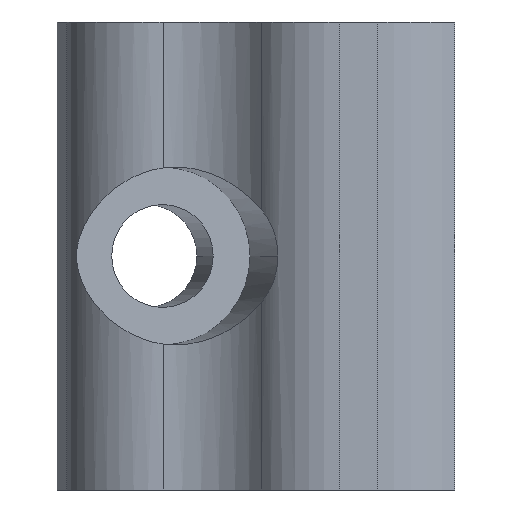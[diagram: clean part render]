
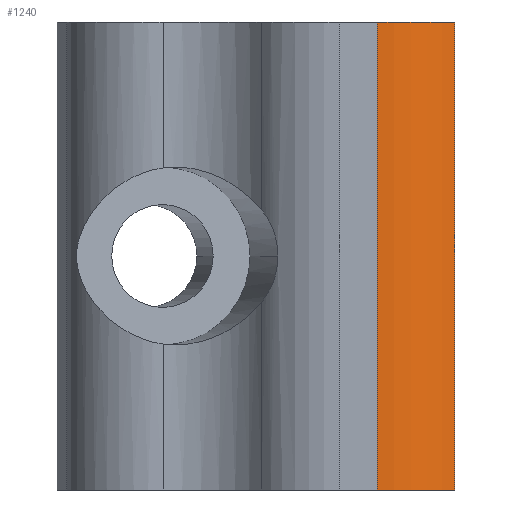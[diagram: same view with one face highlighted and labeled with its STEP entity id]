
A CAD part, front view. The second image highlights one B-rep face of the part: STEP entity #1240.
In plain terms, the highlighted cylindrical face has radius 6 mm (diameter 12 mm), a partial arc.
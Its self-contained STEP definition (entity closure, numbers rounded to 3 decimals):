
#2 = LINE ( 'NONE', #308, #385 ) ;
#38 = DIRECTION ( 'NONE',  ( 1., 0., 0. ) ) ;
#50 = CARTESIAN_POINT ( 'NONE',  ( 3.285, -2., 25. ) ) ;
#78 = VERTEX_POINT ( 'NONE', #316 ) ;
#118 = ORIENTED_EDGE ( 'NONE', *, *, #210, .F. ) ;
#132 = CARTESIAN_POINT ( 'NONE',  ( 7.414, -0.354, 25. ) ) ;
#137 = CARTESIAN_POINT ( 'NONE',  ( 3.285, 4., 25. ) ) ;
#147 = AXIS2_PLACEMENT_3D ( 'NONE', #137, #339, #38 ) ;
#183 = EDGE_CURVE ( 'NONE', #596, #987, #242, .T. ) ;
#209 = FACE_OUTER_BOUND ( 'NONE', #842, .T. ) ;
#210 = EDGE_CURVE ( 'NONE', #987, #290, #825, .T. ) ;
#242 = LINE ( 'NONE', #457, #731 ) ;
#254 = DIRECTION ( 'NONE',  ( 0., 0., 1. ) ) ;
#280 = DIRECTION ( 'NONE',  ( 1., 0., 0. ) ) ;
#290 = VERTEX_POINT ( 'NONE', #132 ) ;
#308 = CARTESIAN_POINT ( 'NONE',  ( 7.414, -0.354, 25. ) ) ;
#316 = CARTESIAN_POINT ( 'NONE',  ( 7.414, -0.354, 0. ) ) ;
#318 = DIRECTION ( 'NONE',  ( 0., 0., -1. ) ) ;
#339 = DIRECTION ( 'NONE',  ( 0., 0., 1. ) ) ;
#385 = VECTOR ( 'NONE', #318, 1000. ) ;
#401 = CARTESIAN_POINT ( 'NONE',  ( 3.285, -2., 0. ) ) ;
#457 = CARTESIAN_POINT ( 'NONE',  ( 3.285, -2., 25. ) ) ;
#585 = CIRCLE ( 'NONE', #950, 6. ) ;
#593 = CARTESIAN_POINT ( 'NONE',  ( 3.285, 4., 0. ) ) ;
#596 = VERTEX_POINT ( 'NONE', #401 ) ;
#643 = DIRECTION ( 'NONE',  ( 0., 0., 1. ) ) ;
#731 = VECTOR ( 'NONE', #254, 1000. ) ;
#809 = DIRECTION ( 'NONE',  ( 0., 0., -1. ) ) ;
#825 = CIRCLE ( 'NONE', #147, 6. ) ;
#842 = EDGE_LOOP ( 'NONE', ( #118, #1251, #1001, #1244 ) ) ;
#848 = CARTESIAN_POINT ( 'NONE',  ( 3.285, 4., 25. ) ) ;
#950 = AXIS2_PLACEMENT_3D ( 'NONE', #593, #809, #280 ) ;
#972 = DIRECTION ( 'NONE',  ( 1., 0., 0. ) ) ;
#987 = VERTEX_POINT ( 'NONE', #50 ) ;
#1001 = ORIENTED_EDGE ( 'NONE', *, *, #1096, .F. ) ;
#1042 = AXIS2_PLACEMENT_3D ( 'NONE', #848, #643, #972 ) ;
#1066 = CYLINDRICAL_SURFACE ( 'NONE', #1042, 6. ) ;
#1096 = EDGE_CURVE ( 'NONE', #78, #596, #585, .T. ) ;
#1197 = EDGE_CURVE ( 'NONE', #290, #78, #2, .T. ) ;
#1240 = ADVANCED_FACE ( 'NONE', ( #209 ), #1066, .T. ) ;
#1244 = ORIENTED_EDGE ( 'NONE', *, *, #1197, .F. ) ;
#1251 = ORIENTED_EDGE ( 'NONE', *, *, #183, .F. ) ;
